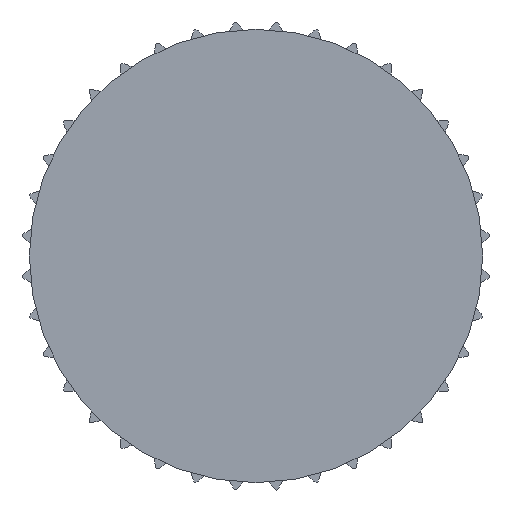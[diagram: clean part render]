
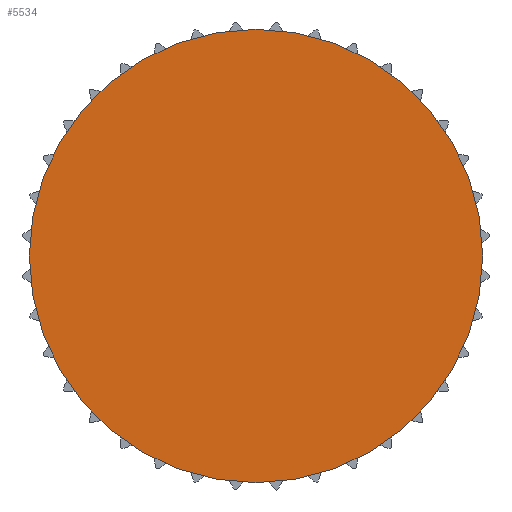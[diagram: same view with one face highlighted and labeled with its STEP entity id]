
A CAD part, front view. The second image highlights one B-rep face of the part: STEP entity #5534.
In plain terms, the highlighted planar face has unit normal (0, -1, 0).
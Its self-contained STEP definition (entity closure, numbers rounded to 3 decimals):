
#115=PLANE('',#6113);
#361=FACE_OUTER_BOUND('',#623,.T.);
#623=EDGE_LOOP('',(#4936,#4937));
#934=CIRCLE('',#6108,2.75);
#935=CIRCLE('',#6109,2.75);
#2492=VERTEX_POINT('',#12379);
#2493=VERTEX_POINT('',#12380);
#3347=EDGE_CURVE('',#2492,#2493,#934,.T.);
#3348=EDGE_CURVE('',#2493,#2492,#935,.T.);
#4936=ORIENTED_EDGE('',*,*,#3347,.T.);
#4937=ORIENTED_EDGE('',*,*,#3348,.T.);
#5534=ADVANCED_FACE('',(#361),#115,.T.);
#6108=AXIS2_PLACEMENT_3D('',#12381,#7583,#7584);
#6109=AXIS2_PLACEMENT_3D('',#12382,#7585,#7586);
#6113=AXIS2_PLACEMENT_3D('',#12390,#7595,#7596);
#7583=DIRECTION('center_axis',(0.,-1.,0.));
#7584=DIRECTION('ref_axis',(0.,0.,-1.));
#7585=DIRECTION('center_axis',(0.,-1.,0.));
#7586=DIRECTION('ref_axis',(0.,0.,-1.));
#7595=DIRECTION('center_axis',(0.,-1.,0.));
#7596=DIRECTION('ref_axis',(0.,0.,-1.));
#12379=CARTESIAN_POINT('',(0.,0.,-2.75));
#12380=CARTESIAN_POINT('',(0.,0.,2.75));
#12381=CARTESIAN_POINT('Origin',(0.,0.,0.));
#12382=CARTESIAN_POINT('Origin',(0.,0.,0.));
#12390=CARTESIAN_POINT('Origin',(0.,0.,0.));
